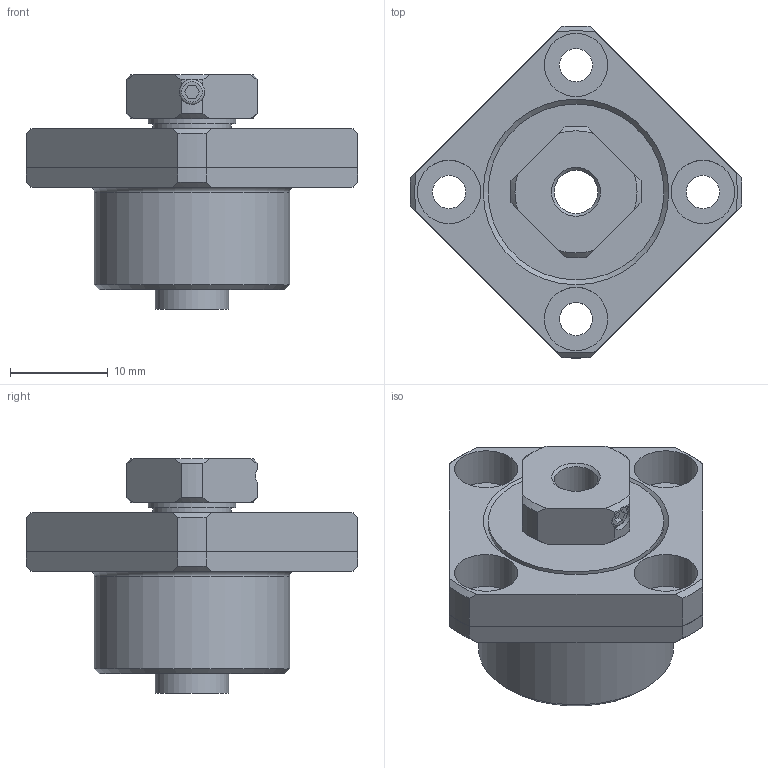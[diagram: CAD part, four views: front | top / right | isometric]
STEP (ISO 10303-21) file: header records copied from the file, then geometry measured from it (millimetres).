
FILE_DESCRIPTION( ( 'STEP AP203' ), ' ' );
FILE_NAME( 'FK_5Yes.stp', '2018-02-07T16:49:08', ( '' ), ( '' ), ' ', 'PARTsolutions', ' ' );
FILE_SCHEMA( ( 'CONFIG_CONTROL_DESIGN' ) );
Length unit declared in the file: millimetre
Products named in the file (3): FK 5Yes; _FK 5; _FK 5collar
Assembly tree (2 placements, depth 2):
  FK 5Yes
    _FK 5
    _FK 5collar
Bounding box: 33.99 x 33.99 x 24 mm (x, y, z)
Volume: 6893.6 mm3; surface area: 3908.1 mm2
Topology: 2 solids, 2 shells, 100 faces, 240 edges, 158 vertices
Faces by surface type: plane 41, cylinder 37, cone 20, torus 2
Full cylindrical faces by diameter (mm): 2.6 x1, 3.4 x4, 4.459 x1, 5 x2, 6.5 x4, 7.5 x2, 8 x1, 9 x1, 18 x2, 20 x1
Entity records: 2974 total; most frequent: CARTESIAN_POINT 600, DIRECTION 476, ORIENTED_EDGE 426, EDGE_CURVE 213, AXIS2_PLACEMENT_3D 196, VERTEX_POINT 156, EDGE_LOOP 151, FACE_OUTER_BOUND 121
